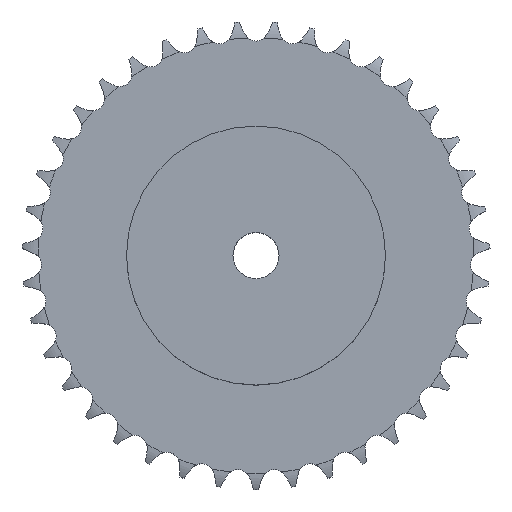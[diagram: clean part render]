
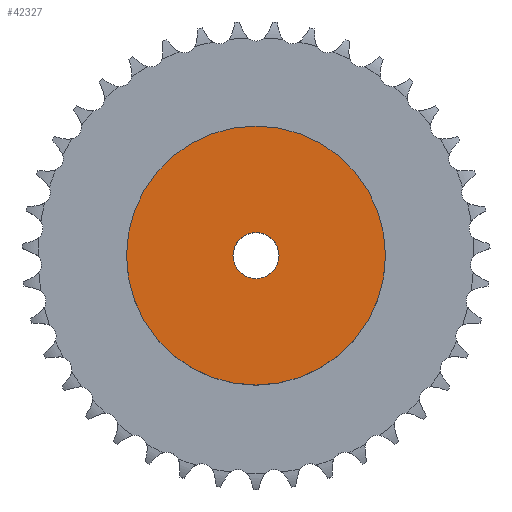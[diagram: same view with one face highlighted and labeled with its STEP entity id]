
A CAD part, top view. The second image highlights one B-rep face of the part: STEP entity #42327.
In plain terms, the highlighted planar face has unit normal (0, 0, 1).
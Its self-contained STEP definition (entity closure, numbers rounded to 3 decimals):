
#4803 = CYLINDRICAL_SURFACE('',#4804,45.);
#4804 = AXIS2_PLACEMENT_3D('',#4805,#4806,#4807);
#4805 = CARTESIAN_POINT('',(0.,0.,0.));
#4806 = DIRECTION('',(-0.,-0.,-1.));
#4807 = DIRECTION('',(1.,0.,0.));
#26638 = VERTEX_POINT('',#26639);
#26639 = CARTESIAN_POINT('',(45.,0.,35.));
#26660 = EDGE_CURVE('',#26638,#26638,#26661,.T.);
#26661 = SURFACE_CURVE('',#26662,(#26667,#26674),.PCURVE_S1.);
#26662 = CIRCLE('',#26663,45.);
#26663 = AXIS2_PLACEMENT_3D('',#26664,#26665,#26666);
#26664 = CARTESIAN_POINT('',(0.,0.,35.));
#26665 = DIRECTION('',(0.,0.,1.));
#26666 = DIRECTION('',(1.,0.,0.));
#26667 = PCURVE('',#4803,#26668);
#26668 = DEFINITIONAL_REPRESENTATION('',(#26669),#26673);
#26669 = LINE('',#26670,#26671);
#26670 = CARTESIAN_POINT('',(-0.,-35.));
#26671 = VECTOR('',#26672,1.);
#26672 = DIRECTION('',(-1.,0.));
#26673 = ( GEOMETRIC_REPRESENTATION_CONTEXT(2) 
PARAMETRIC_REPRESENTATION_CONTEXT() REPRESENTATION_CONTEXT('2D SPACE',''
  ) );
#26674 = PCURVE('',#26675,#26680);
#26675 = PLANE('',#26676);
#26676 = AXIS2_PLACEMENT_3D('',#26677,#26678,#26679);
#26677 = CARTESIAN_POINT('',(0.,0.,35.)
  );
#26678 = DIRECTION('',(0.,0.,1.));
#26679 = DIRECTION('',(1.,0.,0.));
#26680 = DEFINITIONAL_REPRESENTATION('',(#26681),#26685);
#26681 = CIRCLE('',#26682,45.);
#26682 = AXIS2_PLACEMENT_2D('',#26683,#26684);
#26683 = CARTESIAN_POINT('',(0.,0.));
#26684 = DIRECTION('',(1.,0.));
#26685 = ( GEOMETRIC_REPRESENTATION_CONTEXT(2) 
PARAMETRIC_REPRESENTATION_CONTEXT() REPRESENTATION_CONTEXT('2D SPACE',''
  ) );
#35894 = CYLINDRICAL_SURFACE('',#35895,8.);
#35895 = AXIS2_PLACEMENT_3D('',#35896,#35897,#35898);
#35896 = CARTESIAN_POINT('',(0.,0.,245.318));
#35897 = DIRECTION('',(0.,0.,1.));
#35898 = DIRECTION('',(1.,0.,0.));
#42327 = ADVANCED_FACE('',(#42328,#42331),#26675,.T.);
#42328 = FACE_BOUND('',#42329,.T.);
#42329 = EDGE_LOOP('',(#42330));
#42330 = ORIENTED_EDGE('',*,*,#26660,.T.);
#42331 = FACE_BOUND('',#42332,.T.);
#42332 = EDGE_LOOP('',(#42333));
#42333 = ORIENTED_EDGE('',*,*,#42334,.F.);
#42334 = EDGE_CURVE('',#42335,#42335,#42337,.T.);
#42335 = VERTEX_POINT('',#42336);
#42336 = CARTESIAN_POINT('',(8.,0.,35.));
#42337 = SURFACE_CURVE('',#42338,(#42343,#42350),.PCURVE_S1.);
#42338 = CIRCLE('',#42339,8.);
#42339 = AXIS2_PLACEMENT_3D('',#42340,#42341,#42342);
#42340 = CARTESIAN_POINT('',(0.,0.,35.));
#42341 = DIRECTION('',(0.,0.,1.));
#42342 = DIRECTION('',(1.,0.,0.));
#42343 = PCURVE('',#26675,#42344);
#42344 = DEFINITIONAL_REPRESENTATION('',(#42345),#42349);
#42345 = CIRCLE('',#42346,8.);
#42346 = AXIS2_PLACEMENT_2D('',#42347,#42348);
#42347 = CARTESIAN_POINT('',(0.,0.));
#42348 = DIRECTION('',(1.,0.));
#42349 = ( GEOMETRIC_REPRESENTATION_CONTEXT(2) 
PARAMETRIC_REPRESENTATION_CONTEXT() REPRESENTATION_CONTEXT('2D SPACE',''
  ) );
#42350 = PCURVE('',#35894,#42351);
#42351 = DEFINITIONAL_REPRESENTATION('',(#42352),#42356);
#42352 = LINE('',#42353,#42354);
#42353 = CARTESIAN_POINT('',(0.,-210.318));
#42354 = VECTOR('',#42355,1.);
#42355 = DIRECTION('',(1.,0.));
#42356 = ( GEOMETRIC_REPRESENTATION_CONTEXT(2) 
PARAMETRIC_REPRESENTATION_CONTEXT() REPRESENTATION_CONTEXT('2D SPACE',''
  ) );
